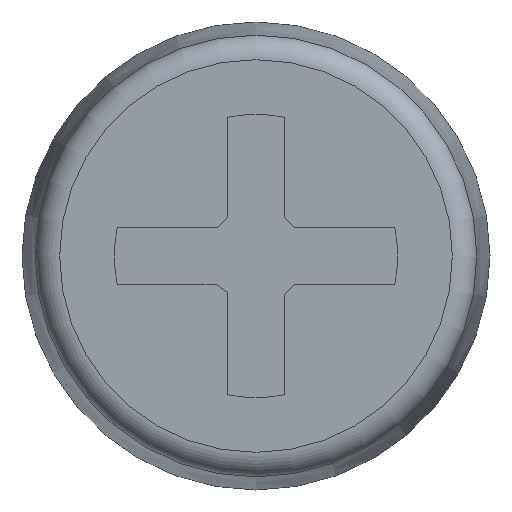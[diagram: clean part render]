
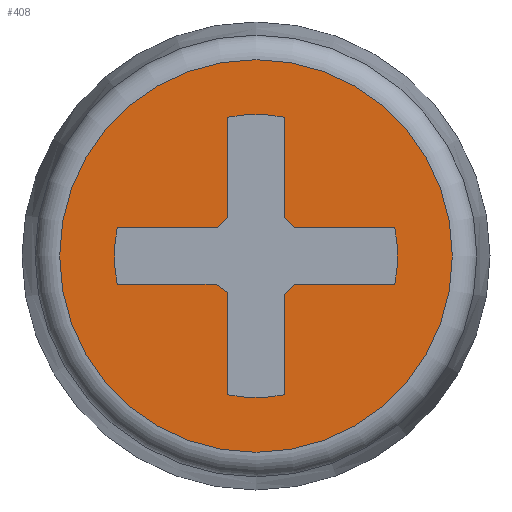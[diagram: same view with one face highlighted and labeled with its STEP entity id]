
A CAD part, left-side view. The second image highlights one B-rep face of the part: STEP entity #408.
In plain terms, the highlighted planar face has unit normal (-1, 0, 0).
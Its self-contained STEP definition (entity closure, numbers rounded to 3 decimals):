
#29=LINE('',#615,#69);
#30=LINE('',#617,#70);
#31=LINE('',#619,#71);
#32=LINE('',#623,#72);
#33=LINE('',#625,#73);
#34=LINE('',#627,#74);
#35=LINE('',#631,#75);
#36=LINE('',#633,#76);
#37=LINE('',#635,#77);
#38=LINE('',#639,#78);
#39=LINE('',#641,#79);
#40=LINE('',#643,#80);
#69=VECTOR('',#494,1000.);
#70=VECTOR('',#495,1000.);
#71=VECTOR('',#496,1000.);
#72=VECTOR('',#499,1000.);
#73=VECTOR('',#500,1000.);
#74=VECTOR('',#501,1000.);
#75=VECTOR('',#504,1000.);
#76=VECTOR('',#505,1000.);
#77=VECTOR('',#506,1000.);
#78=VECTOR('',#509,1000.);
#79=VECTOR('',#510,1000.);
#80=VECTOR('',#511,1000.);
#109=ORIENTED_EDGE('',*,*,#219,.F.);
#110=ORIENTED_EDGE('',*,*,#220,.T.);
#111=ORIENTED_EDGE('',*,*,#221,.T.);
#112=ORIENTED_EDGE('',*,*,#222,.T.);
#113=ORIENTED_EDGE('',*,*,#223,.T.);
#114=ORIENTED_EDGE('',*,*,#224,.T.);
#115=ORIENTED_EDGE('',*,*,#225,.T.);
#116=ORIENTED_EDGE('',*,*,#226,.T.);
#117=ORIENTED_EDGE('',*,*,#227,.T.);
#118=ORIENTED_EDGE('',*,*,#228,.T.);
#119=ORIENTED_EDGE('',*,*,#229,.T.);
#120=ORIENTED_EDGE('',*,*,#230,.T.);
#121=ORIENTED_EDGE('',*,*,#231,.T.);
#122=ORIENTED_EDGE('',*,*,#232,.F.);
#123=ORIENTED_EDGE('',*,*,#233,.T.);
#124=ORIENTED_EDGE('',*,*,#234,.T.);
#125=ORIENTED_EDGE('',*,*,#235,.T.);
#219=EDGE_CURVE('',#274,#274,#313,.T.);
#220=EDGE_CURVE('',#275,#276,#314,.T.);
#221=EDGE_CURVE('',#276,#277,#29,.T.);
#222=EDGE_CURVE('',#277,#278,#30,.T.);
#223=EDGE_CURVE('',#278,#279,#31,.T.);
#224=EDGE_CURVE('',#279,#280,#315,.T.);
#225=EDGE_CURVE('',#280,#281,#32,.T.);
#226=EDGE_CURVE('',#281,#282,#33,.T.);
#227=EDGE_CURVE('',#282,#283,#34,.T.);
#228=EDGE_CURVE('',#283,#284,#316,.T.);
#229=EDGE_CURVE('',#284,#285,#35,.T.);
#230=EDGE_CURVE('',#285,#286,#36,.T.);
#231=EDGE_CURVE('',#286,#287,#37,.T.);
#232=EDGE_CURVE('',#288,#287,#317,.F.);
#233=EDGE_CURVE('',#288,#289,#38,.T.);
#234=EDGE_CURVE('',#289,#290,#39,.T.);
#235=EDGE_CURVE('',#290,#275,#40,.T.);
#274=VERTEX_POINT('',#611);
#275=VERTEX_POINT('',#613);
#276=VERTEX_POINT('',#614);
#277=VERTEX_POINT('',#616);
#278=VERTEX_POINT('',#618);
#279=VERTEX_POINT('',#620);
#280=VERTEX_POINT('',#622);
#281=VERTEX_POINT('',#624);
#282=VERTEX_POINT('',#626);
#283=VERTEX_POINT('',#628);
#284=VERTEX_POINT('',#630);
#285=VERTEX_POINT('',#632);
#286=VERTEX_POINT('',#634);
#287=VERTEX_POINT('',#636);
#288=VERTEX_POINT('',#638);
#289=VERTEX_POINT('',#640);
#290=VERTEX_POINT('',#642);
#313=CIRCLE('',#447,1.594);
#314=CIRCLE('',#448,1.15);
#315=CIRCLE('',#449,1.15);
#316=CIRCLE('',#450,1.15);
#317=CIRCLE('',#451,1.15);
#328=EDGE_LOOP('',(#109));
#329=EDGE_LOOP('',(#110,#111,#112,#113,#114,#115,#116,#117,#118,#119,#120,
#121,#122,#123,#124,#125));
#360=FACE_BOUND('',#328,.T.);
#361=FACE_BOUND('',#329,.T.);
#392=PLANE('',#446);
#408=ADVANCED_FACE('',(#360,#361),#392,.F.);
#446=AXIS2_PLACEMENT_3D('',#609,#488,#489);
#447=AXIS2_PLACEMENT_3D('',#610,#490,#491);
#448=AXIS2_PLACEMENT_3D('',#612,#492,#493);
#449=AXIS2_PLACEMENT_3D('',#621,#497,#498);
#450=AXIS2_PLACEMENT_3D('',#629,#502,#503);
#451=AXIS2_PLACEMENT_3D('',#637,#507,#508);
#488=DIRECTION('',(1.,0.,0.));
#489=DIRECTION('',(0.,0.,-1.));
#490=DIRECTION('',(1.,0.,0.));
#491=DIRECTION('',(0.,0.,-1.));
#492=DIRECTION('',(1.,0.,0.));
#493=DIRECTION('',(0.,0.,-1.));
#494=DIRECTION('',(0.,0.,-1.));
#495=DIRECTION('',(0.,-0.707,-0.707));
#496=DIRECTION('',(0.,-1.,0.));
#497=DIRECTION('',(1.,0.,0.));
#498=DIRECTION('',(0.,0.,-1.));
#499=DIRECTION('',(0.,1.,0.));
#500=DIRECTION('',(0.,0.707,-0.707));
#501=DIRECTION('',(0.,0.,-1.));
#502=DIRECTION('',(1.,0.,0.));
#503=DIRECTION('',(0.,0.,-1.));
#504=DIRECTION('',(0.,0.,1.));
#505=DIRECTION('',(0.,0.817,0.576));
#506=DIRECTION('',(0.,1.,0.));
#507=DIRECTION('',(1.,0.,0.));
#508=DIRECTION('',(0.,0.,-1.));
#509=DIRECTION('',(0.,-1.,0.));
#510=DIRECTION('',(0.,-0.707,0.707));
#511=DIRECTION('',(0.,0.,1.));
#609=CARTESIAN_POINT('',(-1.4,0.,0.));
#610=CARTESIAN_POINT('',(-1.4,0.,0.));
#611=CARTESIAN_POINT('',(-1.4,0.,-1.594));
#612=CARTESIAN_POINT('',(-1.4,0.,0.));
#613=CARTESIAN_POINT('',(-1.4,0.23,1.127));
#614=CARTESIAN_POINT('',(-1.4,-0.23,1.127));
#615=CARTESIAN_POINT('',(-1.4,-0.23,1.127));
#616=CARTESIAN_POINT('',(-1.4,-0.23,0.311));
#617=CARTESIAN_POINT('',(-1.4,-0.23,0.311));
#618=CARTESIAN_POINT('',(-1.4,-0.311,0.23));
#619=CARTESIAN_POINT('',(-1.4,-0.311,0.23));
#620=CARTESIAN_POINT('',(-1.4,-1.127,0.23));
#621=CARTESIAN_POINT('',(-1.4,0.,0.));
#622=CARTESIAN_POINT('',(-1.4,-1.127,-0.23));
#623=CARTESIAN_POINT('',(-1.4,-1.127,-0.23));
#624=CARTESIAN_POINT('',(-1.4,-0.311,-0.23));
#625=CARTESIAN_POINT('',(-1.4,-0.311,-0.23));
#626=CARTESIAN_POINT('',(-1.4,-0.23,-0.311));
#627=CARTESIAN_POINT('',(-1.4,-0.23,-0.311));
#628=CARTESIAN_POINT('',(-1.4,-0.23,-1.127));
#629=CARTESIAN_POINT('',(-1.4,0.,0.));
#630=CARTESIAN_POINT('',(-1.4,0.23,-1.127));
#631=CARTESIAN_POINT('',(-1.4,0.23,-1.127));
#632=CARTESIAN_POINT('',(-1.4,0.23,-0.296));
#633=CARTESIAN_POINT('',(-1.4,0.23,-0.296));
#634=CARTESIAN_POINT('',(-1.4,0.324,-0.23));
#635=CARTESIAN_POINT('',(-1.4,0.324,-0.23));
#636=CARTESIAN_POINT('',(-1.4,1.127,-0.23));
#637=CARTESIAN_POINT('',(-1.4,0.,0.));
#638=CARTESIAN_POINT('',(-1.4,1.127,0.23));
#639=CARTESIAN_POINT('',(-1.4,1.127,0.23));
#640=CARTESIAN_POINT('',(-1.4,0.311,0.23));
#641=CARTESIAN_POINT('',(-1.4,0.311,0.23));
#642=CARTESIAN_POINT('',(-1.4,0.23,0.311));
#643=CARTESIAN_POINT('',(-1.4,0.23,0.311));
